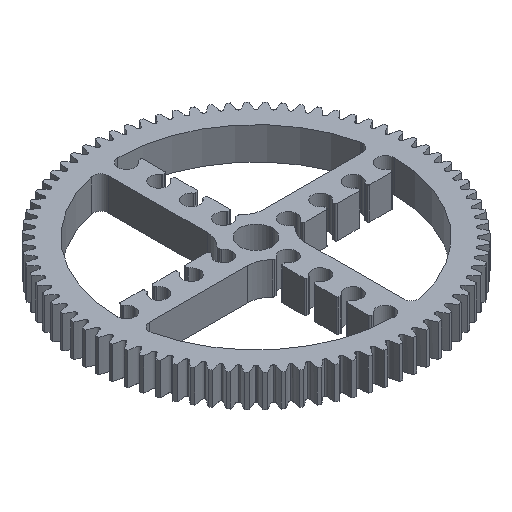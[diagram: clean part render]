
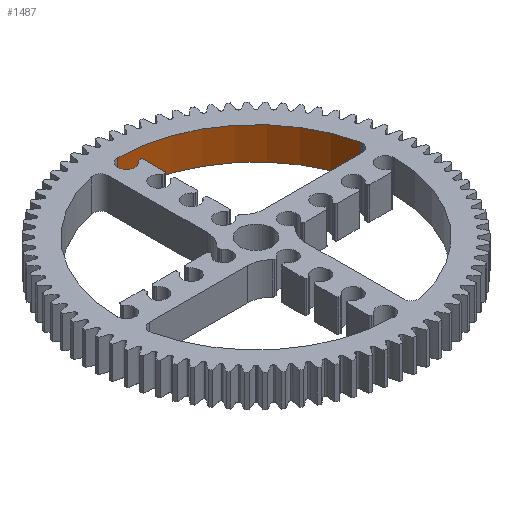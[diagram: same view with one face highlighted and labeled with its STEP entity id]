
A CAD part, isometric view. The second image highlights one B-rep face of the part: STEP entity #1487.
In plain terms, the highlighted cylindrical face has radius 34.1 mm (diameter 68.2 mm), a partial arc.
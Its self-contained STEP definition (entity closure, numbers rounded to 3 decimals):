
#1487 = ADVANCED_FACE ( 'NONE', ( #17684 ), #17691, .F. ) ;
#1857 = EDGE_LOOP ( 'NONE', ( #17212, #17213, #17214, #17215 ) ) ;
#2436 = AXIS2_PLACEMENT_3D ( 'NONE', #15130, #15128, #15126 ) ;
#2627 = VERTEX_POINT ( 'NONE', #11416 ) ;
#2630 = VERTEX_POINT ( 'NONE', #11417 ) ;
#3408 = CARTESIAN_POINT ( 'NONE',  ( 0., 34.1, 0. ) ) ;
#3415 = DIRECTION ( 'NONE',  ( 0., 0., 1. ) ) ;
#3866 = LINE ( 'NONE', #3408, #3873 ) ;
#3873 = VECTOR ( 'NONE', #3415, 1000. ) ;
#6324 = CARTESIAN_POINT ( 'NONE',  ( 0., 0., 8. ) ) ;
#6325 = DIRECTION ( 'NONE',  ( 0., 0., 1. ) ) ;
#6326 = DIRECTION ( 'NONE',  ( 1., 0., 0. ) ) ;
#6622 = DIRECTION ( 'NONE',  ( 0., 0., 1. ) ) ;
#6626 = CARTESIAN_POINT ( 'NONE',  ( 33.279, 7.436, 0. ) ) ;
#7067 = VERTEX_POINT ( 'NONE', #13517 ) ;
#7458 = EDGE_CURVE ( 'NONE', #2630, #16785, #20006, .T. ) ;
#7616 = EDGE_CURVE ( 'NONE', #16785, #7067, #3866, .T. ) ;
#8062 = CIRCLE ( 'NONE', #14085, 34.1 ) ;
#8153 = LINE ( 'NONE', #6626, #8155 ) ;
#8155 = VECTOR ( 'NONE', #6622, 1000. ) ;
#11416 = CARTESIAN_POINT ( 'NONE',  ( 33.279, 7.436, 8. ) ) ;
#11417 = CARTESIAN_POINT ( 'NONE',  ( 33.279, 7.436, 0. ) ) ;
#12154 = CARTESIAN_POINT ( 'NONE',  ( 0., 34.1, 0. ) ) ;
#13517 = CARTESIAN_POINT ( 'NONE',  ( 0., 34.1, 8. ) ) ;
#13558 = CARTESIAN_POINT ( 'NONE',  ( 0., 0., 0. ) ) ;
#13559 = DIRECTION ( 'NONE',  ( 0., 0., 1. ) ) ;
#13560 = DIRECTION ( 'NONE',  ( 1., 0., 0. ) ) ;
#14085 = AXIS2_PLACEMENT_3D ( 'NONE', #6324, #6325, #6326 ) ;
#15126 = DIRECTION ( 'NONE',  ( 1., 0., 0. ) ) ;
#15128 = DIRECTION ( 'NONE',  ( 0., 0., 1. ) ) ;
#15130 = CARTESIAN_POINT ( 'NONE',  ( 0., 0., 0. ) ) ;
#15770 = EDGE_CURVE ( 'NONE', #2627, #7067, #8062, .T. ) ;
#15851 = EDGE_CURVE ( 'NONE', #2630, #2627, #8153, .T. ) ;
#16785 = VERTEX_POINT ( 'NONE', #12154 ) ;
#17212 = ORIENTED_EDGE ( 'NONE', *, *, #7458, .F. ) ;
#17213 = ORIENTED_EDGE ( 'NONE', *, *, #15851, .T. ) ;
#17214 = ORIENTED_EDGE ( 'NONE', *, *, #15770, .T. ) ;
#17215 = ORIENTED_EDGE ( 'NONE', *, *, #7616, .F. ) ;
#17684 = FACE_OUTER_BOUND ( 'NONE', #1857, .T. ) ;
#17691 = CYLINDRICAL_SURFACE ( 'NONE', #2436, 34.1 ) ;
#19618 = AXIS2_PLACEMENT_3D ( 'NONE', #13558, #13559, #13560 ) ;
#20006 = CIRCLE ( 'NONE', #19618, 34.1 ) ;
